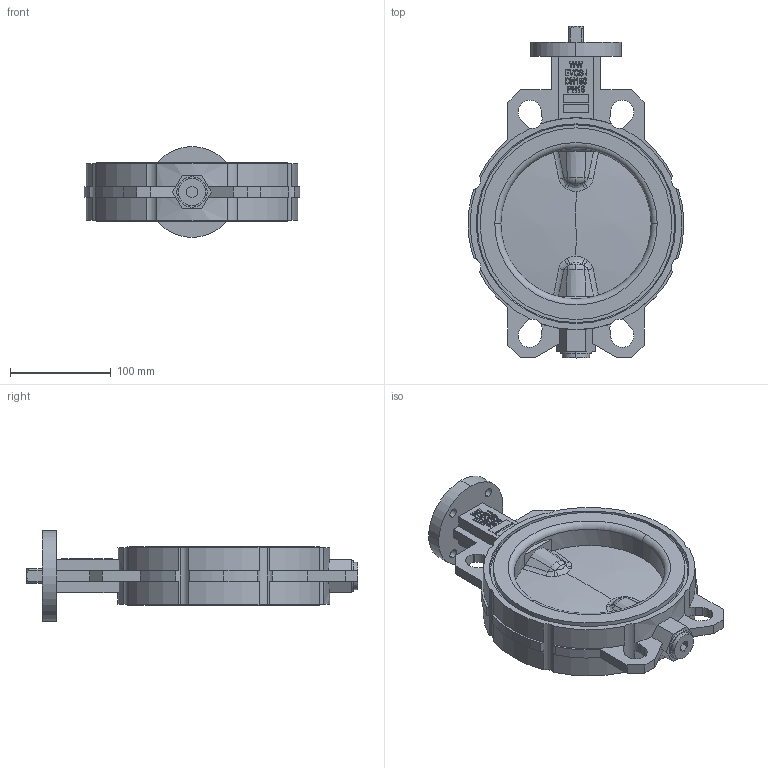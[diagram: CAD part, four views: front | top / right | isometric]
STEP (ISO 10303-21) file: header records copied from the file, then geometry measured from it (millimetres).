
FILE_DESCRIPTION (( 'STEP AP214' ), '1' );
FILE_NAME ('EVCS-i DN150 PN16 F07-L14.STEP', '2024-04-24T10:28:41', ( '' ), ( '' ), 'SwSTEP 2.0', 'SolidWorks 2015', '' );
FILE_SCHEMA (( 'AUTOMOTIVE_DESIGN' ));
Length unit declared in the file: millimetre
Products named in the file (1): EVCS-i DN150 PN16 F07-L14
Bounding box: 214 x 329 x 90 mm (x, y, z)
Volume: 1399192.6 mm3; surface area: 183174.6 mm2
Topology: 1 solids, 1 shells, 486 faces, 1321 edges, 865 vertices
Faces by surface type: plane 252, bspline 99, cylinder 94, torus 24, cone 13, sphere 4
Entity records: 24850 total; most frequent: CARTESIAN_POINT 8513, ORIENTED_EDGE 2642, DIRECTION 2168, EDGE_CURVE 1321, VERTEX_POINT 865, VECTOR 764, LINE 764, AXIS2_PLACEMENT_3D 702
